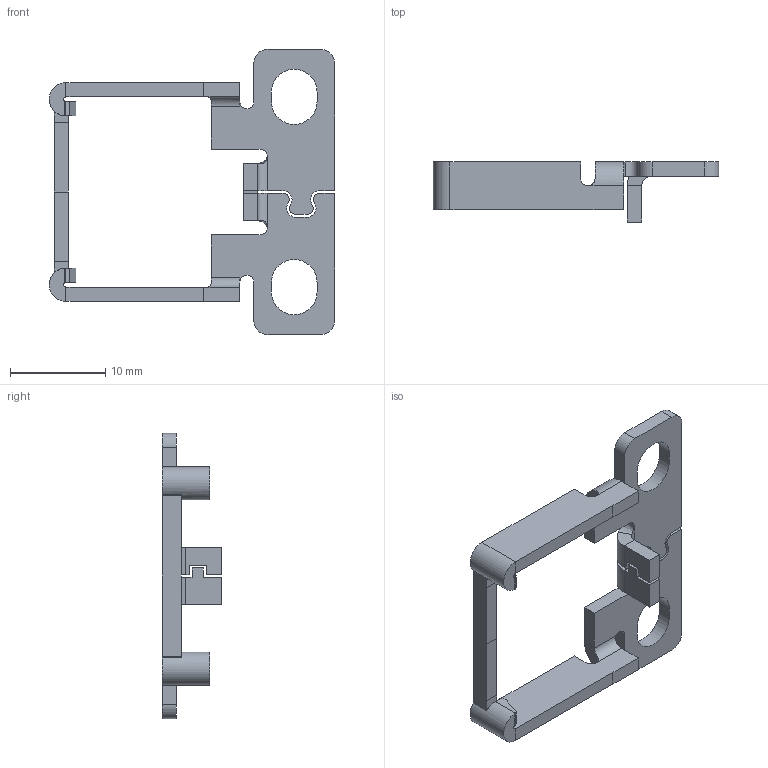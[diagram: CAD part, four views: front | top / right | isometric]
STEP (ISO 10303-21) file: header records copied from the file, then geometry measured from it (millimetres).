
FILE_DESCRIPTION((''),'2;1');
FILE_NAME('212882_ASM','2019-11-07T10:58:01',('pdmadmin'),('BANNER ENGINEERING'),'CREO PARAMETRIC BY PTC INC, 2018300','CREO PARAMETRIC BY PTC INC, 2018300','');
FILE_SCHEMA(('CONFIG_CONTROL_DESIGN'));
Length unit declared in the file: millimetre
Products named in the file (2): 58855---SI-QS-SSA-2; 212882_ASM
Assembly tree (1 placements, depth 2):
  212882_ASM
    58855---SI-QS-SSA-2
Bounding box: 30 x 6.3 x 30 mm (x, y, z)
Volume: 772 mm3; surface area: 1507 mm2
Topology: 1 solids, 1 shells, 150 faces, 404 edges, 256 vertices
Faces by surface type: plane 100, cylinder 46, bspline 4
Entity records: 4940 total; most frequent: CARTESIAN_POINT 1066, ORIENTED_EDGE 808, DIRECTION 794, EDGE_CURVE 404, VECTOR 280, LINE 280, AXIS2_PLACEMENT_3D 257, VERTEX_POINT 256
